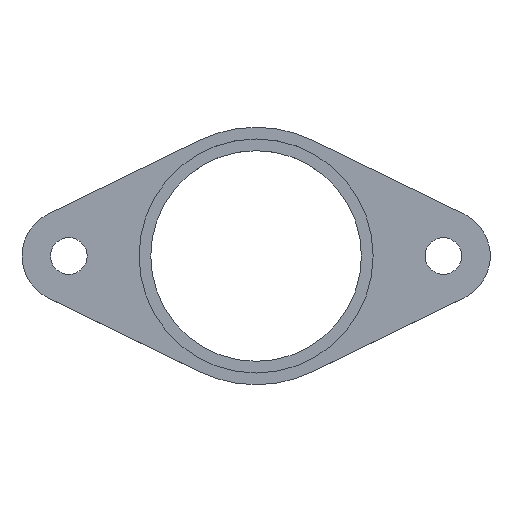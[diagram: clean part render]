
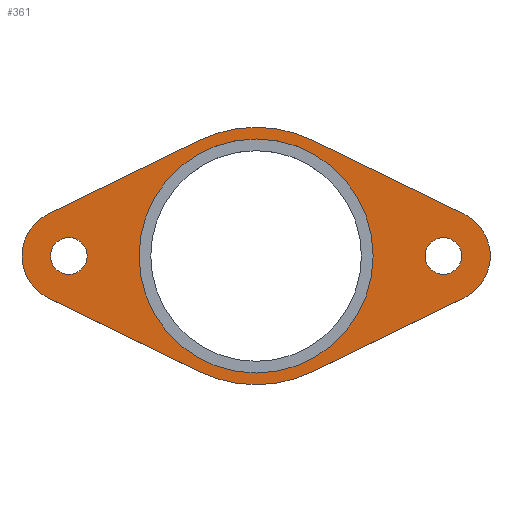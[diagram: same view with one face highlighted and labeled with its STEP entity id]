
A CAD part, top view. The second image highlights one B-rep face of the part: STEP entity #361.
In plain terms, the highlighted planar face has unit normal (0, 0, 1).
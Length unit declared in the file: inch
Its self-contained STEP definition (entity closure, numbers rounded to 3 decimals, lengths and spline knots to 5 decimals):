
#3 = ORIENTED_EDGE ( 'NONE', *, *, #243, .F. ) ;
#5 = VERTEX_POINT ( 'NONE', #85 ) ;
#13 = LINE ( 'NONE', #497, #327 ) ;
#18 = DIRECTION ( 'NONE',  ( 0.899, 0.438, 0. ) ) ;
#19 = DIRECTION ( 'NONE',  ( 1., 0., 0. ) ) ;
#26 = ORIENTED_EDGE ( 'NONE', *, *, #248, .T. ) ;
#33 = DIRECTION ( 'NONE',  ( 0., 0., 1. ) ) ;
#34 = EDGE_CURVE ( 'NONE', #5, #541, #658, .T. ) ;
#40 = ORIENTED_EDGE ( 'NONE', *, *, #214, .T. ) ;
#50 = DIRECTION ( 'NONE',  ( 1., 0., 0. ) ) ;
#54 = CARTESIAN_POINT ( 'NONE',  ( 1., 0., 0.05906 ) ) ;
#55 = AXIS2_PLACEMENT_3D ( 'NONE', #536, #66, #492 ) ;
#64 = CARTESIAN_POINT ( 'NONE',  ( -0.30078, -0.61821, 0.05906 ) ) ;
#66 = DIRECTION ( 'NONE',  ( 0., 0., 1. ) ) ;
#70 = CARTESIAN_POINT ( 'NONE',  ( -1., 0., 0.05906 ) ) ;
#72 = EDGE_CURVE ( 'NONE', #166, #673, #500, .T. ) ;
#76 = DIRECTION ( 'NONE',  ( -0.899, -0.438, 0. ) ) ;
#77 = ORIENTED_EDGE ( 'NONE', *, *, #548, .F. ) ;
#85 = CARTESIAN_POINT ( 'NONE',  ( -0.902, 0., 0.05906 ) ) ;
#87 = VERTEX_POINT ( 'NONE', #312 ) ;
#121 = DIRECTION ( 'NONE',  ( 0.899, -0.437, 0. ) ) ;
#123 = DIRECTION ( 'NONE',  ( 1., 0., 0. ) ) ;
#126 = CARTESIAN_POINT ( 'NONE',  ( -1., 0., 0.05906 ) ) ;
#129 = CARTESIAN_POINT ( 'NONE',  ( -0.625, 0., 0.05906 ) ) ;
#131 = ORIENTED_EDGE ( 'NONE', *, *, #356, .F. ) ;
#135 = CARTESIAN_POINT ( 'NONE',  ( 0.902, 0., 0.05906 ) ) ;
#144 = DIRECTION ( 'NONE',  ( 1., 0., 0. ) ) ;
#146 = CIRCLE ( 'NONE', #528, 0.25 ) ;
#152 = FACE_BOUND ( 'NONE', #249, .T. ) ;
#156 = AXIS2_PLACEMENT_3D ( 'NONE', #362, #213, #567 ) ;
#162 = ORIENTED_EDGE ( 'NONE', *, *, #411, .F. ) ;
#166 = VERTEX_POINT ( 'NONE', #129 ) ;
#175 = CARTESIAN_POINT ( 'NONE',  ( 1., 0., 0.05906 ) ) ;
#176 = VERTEX_POINT ( 'NONE', #235 ) ;
#184 = DIRECTION ( 'NONE',  ( 0., 0., 1. ) ) ;
#186 = AXIS2_PLACEMENT_3D ( 'NONE', #410, #609, #144 ) ;
#196 = VECTOR ( 'NONE', #76, 39.37008 ) ;
#201 = EDGE_LOOP ( 'NONE', ( #3, #77 ) ) ;
#207 = CARTESIAN_POINT ( 'NONE',  ( 1., 0., 0.05906 ) ) ;
#211 = EDGE_LOOP ( 'NONE', ( #131, #447 ) ) ;
#213 = DIRECTION ( 'NONE',  ( 0., 0., 1. ) ) ;
#214 = EDGE_CURVE ( 'NONE', #641, #176, #643, .T. ) ;
#216 = EDGE_CURVE ( 'NONE', #232, #289, #406, .T. ) ;
#227 = CIRCLE ( 'NONE', #455, 0.25 ) ;
#232 = VERTEX_POINT ( 'NONE', #532 ) ;
#235 = CARTESIAN_POINT ( 'NONE',  ( -1.10938, 0.2248, 0.05906 ) ) ;
#236 = VERTEX_POINT ( 'NONE', #336 ) ;
#242 = VECTOR ( 'NONE', #393, 39.37008 ) ;
#243 = EDGE_CURVE ( 'NONE', #301, #582, #449, .T. ) ;
#244 = EDGE_LOOP ( 'NONE', ( #26, #565, #591, #40, #396, #680, #275, #510, #603 ) ) ;
#247 = ORIENTED_EDGE ( 'NONE', *, *, #72, .F. ) ;
#248 = EDGE_CURVE ( 'NONE', #236, #494, #146, .T. ) ;
#249 = EDGE_LOOP ( 'NONE', ( #162, #247 ) ) ;
#259 = EDGE_CURVE ( 'NONE', #494, #297, #342, .T. ) ;
#262 = AXIS2_PLACEMENT_3D ( 'NONE', #519, #424, #50 ) ;
#264 = FACE_BOUND ( 'NONE', #211, .T. ) ;
#275 = ORIENTED_EDGE ( 'NONE', *, *, #292, .T. ) ;
#277 = DIRECTION ( 'NONE',  ( 0., 0., 1. ) ) ;
#280 = CARTESIAN_POINT ( 'NONE',  ( 1.10938, 0.2248, 0.05906 ) ) ;
#285 = CARTESIAN_POINT ( 'NONE',  ( 0.30078, 0.61821, 0.05906 ) ) ;
#287 = CARTESIAN_POINT ( 'NONE',  ( 1.10938, 0.2248, 0.05906 ) ) ;
#289 = VERTEX_POINT ( 'NONE', #587 ) ;
#290 = DIRECTION ( 'NONE',  ( 0., 0., 1. ) ) ;
#292 = EDGE_CURVE ( 'NONE', #648, #232, #435, .T. ) ;
#294 = EDGE_CURVE ( 'NONE', #176, #87, #386, .T. ) ;
#297 = VERTEX_POINT ( 'NONE', #285 ) ;
#301 = VERTEX_POINT ( 'NONE', #135 ) ;
#312 = CARTESIAN_POINT ( 'NONE',  ( -1.25, 0., 0.05906 ) ) ;
#319 = EDGE_CURVE ( 'NONE', #87, #648, #227, .T. ) ;
#324 = CARTESIAN_POINT ( 'NONE',  ( -1.10938, 0.2248, 0.05906 ) ) ;
#327 = VECTOR ( 'NONE', #18, 39.37008 ) ;
#331 = CARTESIAN_POINT ( 'NONE',  ( 1.098, 0., 0.05906 ) ) ;
#336 = CARTESIAN_POINT ( 'NONE',  ( 1.10938, -0.2248, 0.05906 ) ) ;
#340 = DIRECTION ( 'NONE',  ( 1., 0., 0. ) ) ;
#341 = DIRECTION ( 'NONE',  ( 0., 0., 1. ) ) ;
#342 = LINE ( 'NONE', #280, #242 ) ;
#344 = AXIS2_PLACEMENT_3D ( 'NONE', #624, #619, #429 ) ;
#356 = EDGE_CURVE ( 'NONE', #541, #5, #540, .T. ) ;
#361 = ADVANCED_FACE ( 'NONE', ( #152, #475, #675, #264 ), #415, .T. ) ;
#362 = CARTESIAN_POINT ( 'NONE',  ( -1., 0., 0.05906 ) ) ;
#367 = EDGE_CURVE ( 'NONE', #297, #641, #607, .T. ) ;
#386 = CIRCLE ( 'NONE', #594, 0.25 ) ;
#393 = DIRECTION ( 'NONE',  ( -0.899, 0.437, 0. ) ) ;
#396 = ORIENTED_EDGE ( 'NONE', *, *, #294, .T. ) ;
#398 = CARTESIAN_POINT ( 'NONE',  ( 0., 0., 0.05906 ) ) ;
#406 = CIRCLE ( 'NONE', #555, 0.6875 ) ;
#407 = AXIS2_PLACEMENT_3D ( 'NONE', #207, #33, #616 ) ;
#410 = CARTESIAN_POINT ( 'NONE',  ( -1., 0., 0.05906 ) ) ;
#411 = EDGE_CURVE ( 'NONE', #673, #166, #569, .T. ) ;
#412 = CARTESIAN_POINT ( 'NONE',  ( 0.625, 0., 0.05906 ) ) ;
#413 = AXIS2_PLACEMENT_3D ( 'NONE', #54, #341, #584 ) ;
#415 = PLANE ( 'NONE',  #407 ) ;
#422 = CARTESIAN_POINT ( 'NONE',  ( 0., 0., 0.05906 ) ) ;
#424 = DIRECTION ( 'NONE',  ( 0., 0., 1. ) ) ;
#429 = DIRECTION ( 'NONE',  ( 1., 0., 0. ) ) ;
#435 = LINE ( 'NONE', #64, #669 ) ;
#447 = ORIENTED_EDGE ( 'NONE', *, *, #34, .F. ) ;
#449 = CIRCLE ( 'NONE', #55, 0.098 ) ;
#455 = AXIS2_PLACEMENT_3D ( 'NONE', #126, #290, #462 ) ;
#460 = CARTESIAN_POINT ( 'NONE',  ( -1.10937, -0.2248, 0.05906 ) ) ;
#462 = DIRECTION ( 'NONE',  ( 1., 0., 0. ) ) ;
#475 = FACE_BOUND ( 'NONE', #201, .T. ) ;
#492 = DIRECTION ( 'NONE',  ( 1., 0., 0. ) ) ;
#494 = VERTEX_POINT ( 'NONE', #287 ) ;
#497 = CARTESIAN_POINT ( 'NONE',  ( 1.10938, -0.2248, 0.05906 ) ) ;
#500 = CIRCLE ( 'NONE', #262, 0.625 ) ;
#501 = EDGE_CURVE ( 'NONE', #289, #236, #13, .T. ) ;
#510 = ORIENTED_EDGE ( 'NONE', *, *, #216, .T. ) ;
#514 = CARTESIAN_POINT ( 'NONE',  ( -0.30078, 0.61821, 0.05906 ) ) ;
#519 = CARTESIAN_POINT ( 'NONE',  ( 0., 0., 0.05906 ) ) ;
#528 = AXIS2_PLACEMENT_3D ( 'NONE', #175, #590, #123 ) ;
#532 = CARTESIAN_POINT ( 'NONE',  ( -0.30078, -0.61821, 0.05906 ) ) ;
#536 = CARTESIAN_POINT ( 'NONE',  ( 1., 0., 0.05906 ) ) ;
#540 = CIRCLE ( 'NONE', #156, 0.098 ) ;
#541 = VERTEX_POINT ( 'NONE', #588 ) ;
#548 = EDGE_CURVE ( 'NONE', #582, #301, #551, .T. ) ;
#551 = CIRCLE ( 'NONE', #413, 0.098 ) ;
#555 = AXIS2_PLACEMENT_3D ( 'NONE', #398, #636, #19 ) ;
#565 = ORIENTED_EDGE ( 'NONE', *, *, #259, .T. ) ;
#567 = DIRECTION ( 'NONE',  ( 1., 0., 0. ) ) ;
#569 = CIRCLE ( 'NONE', #612, 0.625 ) ;
#582 = VERTEX_POINT ( 'NONE', #331 ) ;
#584 = DIRECTION ( 'NONE',  ( 1., 0., 0. ) ) ;
#587 = CARTESIAN_POINT ( 'NONE',  ( 0.30078, -0.61821, 0.05906 ) ) ;
#588 = CARTESIAN_POINT ( 'NONE',  ( -1.098, 0., 0.05906 ) ) ;
#590 = DIRECTION ( 'NONE',  ( 0., 0., 1. ) ) ;
#591 = ORIENTED_EDGE ( 'NONE', *, *, #367, .T. ) ;
#594 = AXIS2_PLACEMENT_3D ( 'NONE', #70, #184, #340 ) ;
#603 = ORIENTED_EDGE ( 'NONE', *, *, #501, .T. ) ;
#607 = CIRCLE ( 'NONE', #344, 0.6875 ) ;
#609 = DIRECTION ( 'NONE',  ( 0., 0., 1. ) ) ;
#612 = AXIS2_PLACEMENT_3D ( 'NONE', #422, #277, #642 ) ;
#616 = DIRECTION ( 'NONE',  ( 1., 0., 0. ) ) ;
#619 = DIRECTION ( 'NONE',  ( 0., 0., 1. ) ) ;
#624 = CARTESIAN_POINT ( 'NONE',  ( 0., 0., 0.05906 ) ) ;
#636 = DIRECTION ( 'NONE',  ( 0., 0., 1. ) ) ;
#641 = VERTEX_POINT ( 'NONE', #514 ) ;
#642 = DIRECTION ( 'NONE',  ( 1., 0., 0. ) ) ;
#643 = LINE ( 'NONE', #324, #196 ) ;
#648 = VERTEX_POINT ( 'NONE', #460 ) ;
#658 = CIRCLE ( 'NONE', #186, 0.098 ) ;
#669 = VECTOR ( 'NONE', #121, 39.37008 ) ;
#673 = VERTEX_POINT ( 'NONE', #412 ) ;
#675 = FACE_OUTER_BOUND ( 'NONE', #244, .T. ) ;
#680 = ORIENTED_EDGE ( 'NONE', *, *, #319, .T. ) ;
